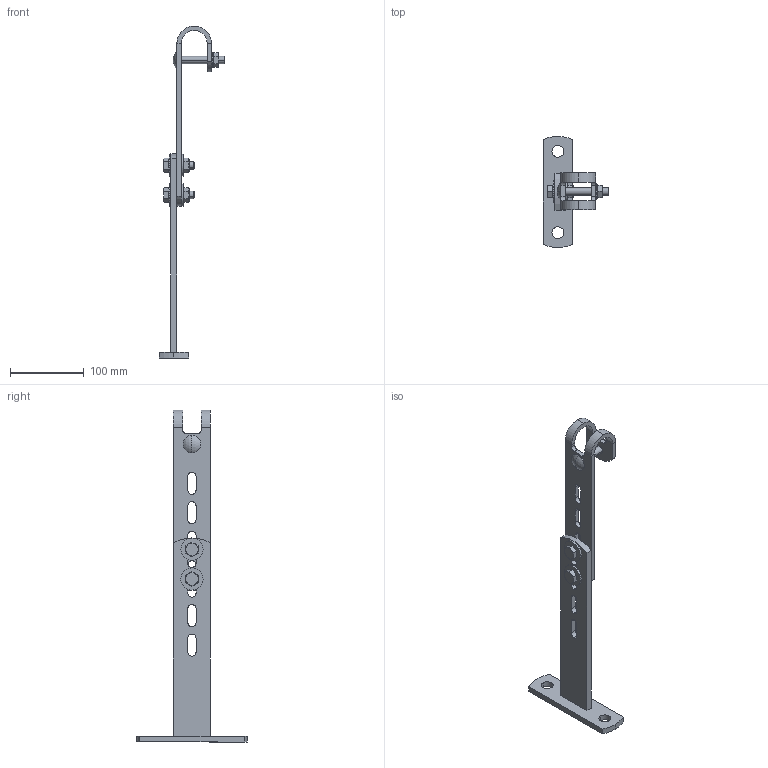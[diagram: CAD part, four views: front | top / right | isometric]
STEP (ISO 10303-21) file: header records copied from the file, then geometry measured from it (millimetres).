
FILE_DESCRIPTION (( 'STEP AP214' ), '1' );
FILE_NAME ('0928442100.STEP', '2024-07-04T08:38:04', ( '' ), ( '' ), 'SwSTEP 2.0', 'SolidWorks 2022', '' );
FILE_SCHEMA (( 'AUTOMOTIVE_DESIGN' ));
Length unit declared in the file: millimetre
Products named in the file (1): 0928442100
Bounding box: 89 x 149.83 x 449 mm (x, y, z)
Volume: 240856.9 mm3; surface area: 95413.6 mm2
Topology: 14 solids, 14 shells, 273 faces, 627 edges, 385 vertices
Faces by surface type: plane 109, cylinder 84, cone 74, torus 4, sphere 2
Entity records: 11235 total; most frequent: CARTESIAN_POINT 1826, DIRECTION 1327, ORIENTED_EDGE 1254, EDGE_CURVE 627, AXIS2_PLACEMENT_3D 526, VERTEX_POINT 385, EDGE_LOOP 318, UNCERTAINTY_MEASURE_WITH_UNIT 289
